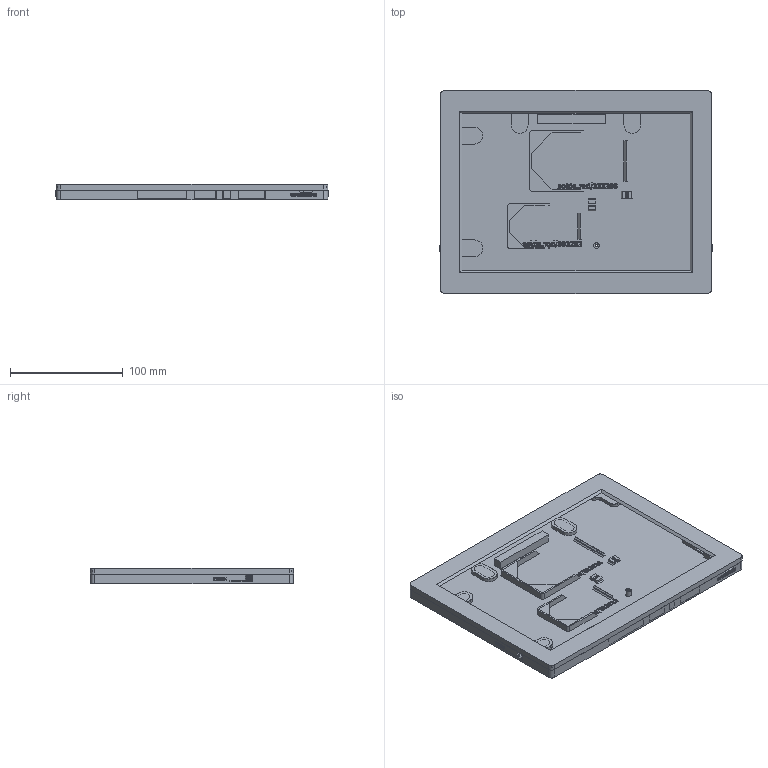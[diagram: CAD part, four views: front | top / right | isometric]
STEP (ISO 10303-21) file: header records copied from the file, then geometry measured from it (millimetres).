
FILE_DESCRIPTION(/* description */ (''),/* implementation_level */ '2;1');
FILE_NAME(/* name */ 'Soldered Inkplate 10 v1.3.0. Case.step',/* time_stamp */ '2023-06-06T14:47:42+02:00',/* author */ (''),/* organization */ (''),/* preprocessor_version */ 'ST-DEVELOPER v19.2',/* originating_system */ 'Autodesk Translation Framework v12.6.0.85',/* authorisation */ '');
FILE_SCHEMA (('AUTOMOTIVE_DESIGN { 1 0 10303 214 3 1 1 }'));
Products named in the file (3): Inkplate 10 Soldered Case; Inkplate 10 v1.3.0. Top; Inkplate 10 v1.3.0. Bottom
Assembly tree (2 placements, depth 2):
  Inkplate 10 Soldered Case
    Inkplate 10 v1.3.0. Top
    Inkplate 10 v1.3.0. Bottom
Bounding box: 242.6 x 180 x 13.5 mm (x, y, z)
Volume: 112225.4 mm3; surface area: 155601.1 mm2
Topology: 3 solids, 3 shells, 1929 faces, 5341 edges, 3539 vertices
Faces by surface type: plane 1124, bspline 727, cylinder 69, cone 8, torus 1
Full cylindrical faces by diameter (mm): 2.5 x1, 5 x1, 6.5 x4
Entity records: 67553 total; most frequent: CARTESIAN_POINT 23183, ORIENTED_EDGE 10682, DIRECTION 6449, EDGE_CURVE 5341, LINE 3731, VECTOR 3731, VERTEX_POINT 3539, EDGE_LOOP 2062
